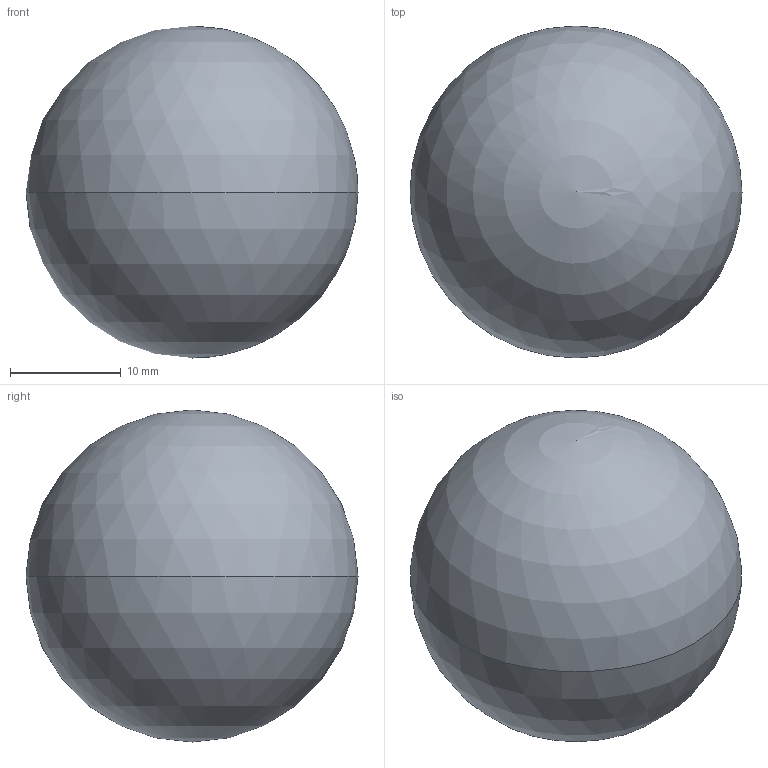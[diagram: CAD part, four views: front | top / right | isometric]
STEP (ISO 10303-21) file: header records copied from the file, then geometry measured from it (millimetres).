
FILE_DESCRIPTION (( 'STEP AP203' ), '1' );
FILE_NAME ('030-EHK.step', '2019-09-23T08:29:46', ( '' ), ( '' ), 'SwSTEP 2.0', 'SolidWorks 2015', '' );
FILE_SCHEMA (( 'CONFIG_CONTROL_DESIGN' ));
Length unit declared in the file: millimetre
Products named in the file (1): 030-EHK
Bounding box: 30 x 30 x 30 mm (x, y, z)
Volume: 4933.9 mm3; surface area: 4960.2 mm2
Topology: 1 solids, 2 shells, 202 faces, 554 edges, 370 vertices
Faces by surface type: plane 96, bspline 80, sphere 26
Entity records: 9818 total; most frequent: CARTESIAN_POINT 5018, ORIENTED_EDGE 1088, DIRECTION 830, EDGE_CURVE 544, VERTEX_POINT 364, AXIS2_PLACEMENT_3D 327, EDGE_LOOP 220, CIRCLE 204
